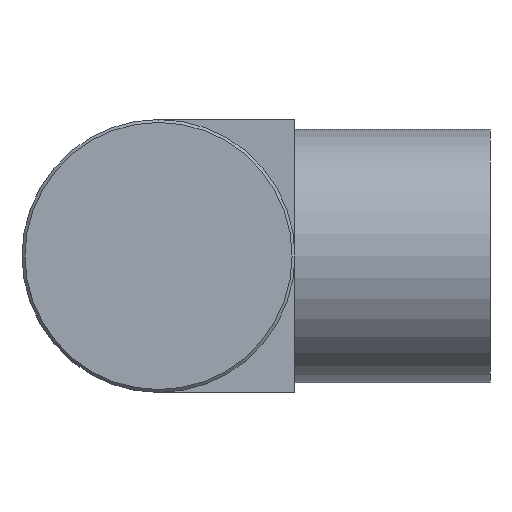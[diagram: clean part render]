
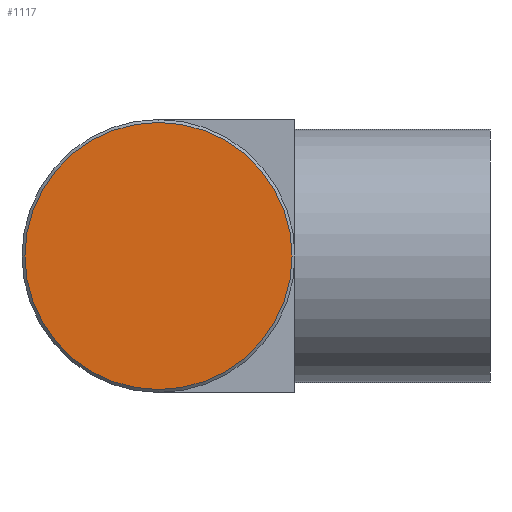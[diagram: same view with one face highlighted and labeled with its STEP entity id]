
A CAD part, left-side view. The second image highlights one B-rep face of the part: STEP entity #1117.
In plain terms, the highlighted planar face has unit normal (-1, 0, 0).
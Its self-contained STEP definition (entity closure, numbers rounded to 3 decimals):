
#34 = FACE_OUTER_BOUND ( 'NONE', #758, .T. ) ;
#229 = DIRECTION ( 'NONE',  ( 0., 0., -1. ) ) ;
#282 = EDGE_CURVE ( 'NONE', #684, #822, #457, .T. ) ;
#418 = AXIS2_PLACEMENT_3D ( 'NONE', #1088, #840, #229 ) ;
#457 = CIRCLE ( 'NONE', #717, 13.7 ) ;
#471 = CARTESIAN_POINT ( 'NONE',  ( 0., 0., 0. ) ) ;
#669 = CARTESIAN_POINT ( 'NONE',  ( 0., 0., -13.7 ) ) ;
#684 = VERTEX_POINT ( 'NONE', #669 ) ;
#711 = ORIENTED_EDGE ( 'NONE', *, *, #282, .T. ) ;
#717 = AXIS2_PLACEMENT_3D ( 'NONE', #1133, #795, #964 ) ;
#758 = EDGE_LOOP ( 'NONE', ( #711, #801 ) ) ;
#795 = DIRECTION ( 'NONE',  ( -1., 0., 0. ) ) ;
#801 = ORIENTED_EDGE ( 'NONE', *, *, #994, .T. ) ;
#813 = DIRECTION ( 'NONE',  ( -1., 0., 0. ) ) ;
#822 = VERTEX_POINT ( 'NONE', #950 ) ;
#832 = PLANE ( 'NONE',  #418 ) ;
#840 = DIRECTION ( 'NONE',  ( 1., 0., 0. ) ) ;
#938 = CIRCLE ( 'NONE', #1041, 13.7 ) ;
#950 = CARTESIAN_POINT ( 'NONE',  ( 0., 0., 13.7 ) ) ;
#964 = DIRECTION ( 'NONE',  ( 0., 0., 1. ) ) ;
#994 = EDGE_CURVE ( 'NONE', #822, #684, #938, .T. ) ;
#1041 = AXIS2_PLACEMENT_3D ( 'NONE', #471, #813, #1070 ) ;
#1070 = DIRECTION ( 'NONE',  ( 0., 0., 1. ) ) ;
#1088 = CARTESIAN_POINT ( 'NONE',  ( 0., 0., 0. ) ) ;
#1117 = ADVANCED_FACE ( 'NONE', ( #34 ), #832, .F. ) ;
#1133 = CARTESIAN_POINT ( 'NONE',  ( 0., 0., 0. ) ) ;
